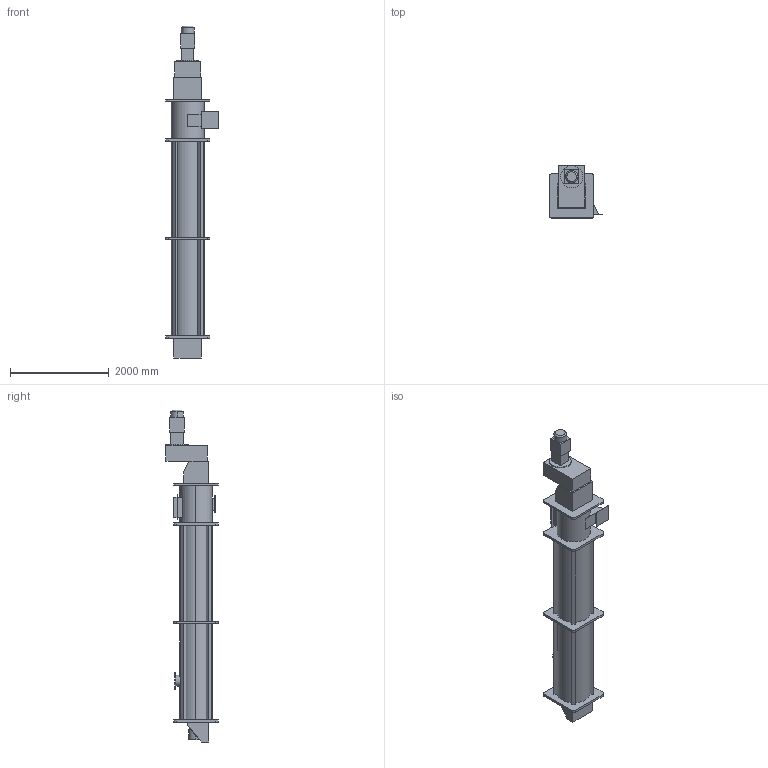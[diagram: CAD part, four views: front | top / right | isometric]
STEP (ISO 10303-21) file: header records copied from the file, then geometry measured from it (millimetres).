
FILE_DESCRIPTION (( 'STEP AP203' ), '1' );
FILE_NAME ('KRC600-4M.STEP', '2021-06-14T14:23:13', ( '' ), ( '' ), 'SwSTEP 2.0', 'SolidWorks 2017', '' );
FILE_SCHEMA (( 'CONFIG_CONTROL_DESIGN' ));
Length unit declared in the file: millimetre
Products named in the file (1): KRC600-4M
Bounding box: 1072 x 1058 x 6740 mm (x, y, z)
Volume: 2308250300.7 mm3; surface area: 21613224 mm2
Topology: 1 solids, 1 shells, 150 faces, 382 edges, 253 vertices
Faces by surface type: plane 111, cylinder 37, cone 2
Entity records: 4764 total; most frequent: CARTESIAN_POINT 978, ORIENTED_EDGE 764, DIRECTION 759, EDGE_CURVE 382, VECTOR 299, LINE 299, VERTEX_POINT 253, AXIS2_PLACEMENT_3D 230
